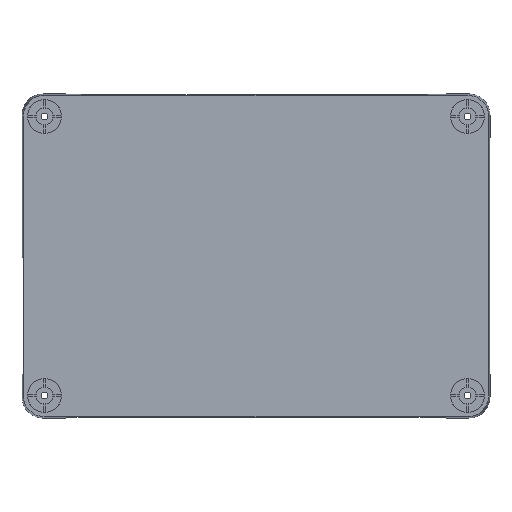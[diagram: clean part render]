
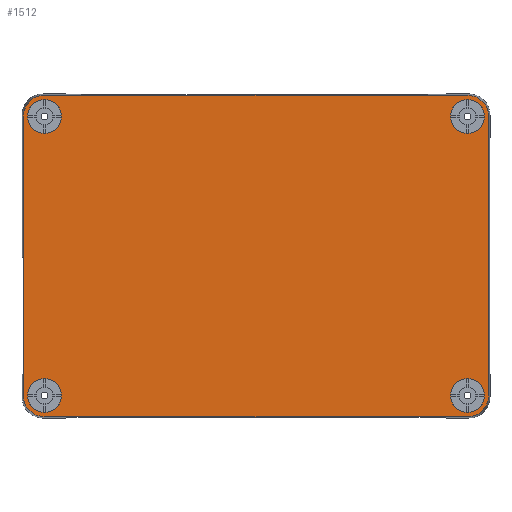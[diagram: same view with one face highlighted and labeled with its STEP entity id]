
A CAD part, front view. The second image highlights one B-rep face of the part: STEP entity #1512.
In plain terms, the highlighted planar face has unit normal (0, -1, 0).
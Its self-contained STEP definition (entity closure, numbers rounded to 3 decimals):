
#134 = DIRECTION ( 'NONE',  ( 0., 0., 1. ) ) ;
#186 = EDGE_CURVE ( 'NONE', #214, #214, #2850, .T. ) ;
#214 = VERTEX_POINT ( 'NONE', #2279 ) ;
#246 = AXIS2_PLACEMENT_3D ( 'NONE', #1021, #490, #311 ) ;
#269 = VERTEX_POINT ( 'NONE', #2243 ) ;
#311 = DIRECTION ( 'NONE',  ( 0., 0., -1. ) ) ;
#361 = CIRCLE ( 'NONE', #1566, 6. ) ;
#368 = DIRECTION ( 'NONE',  ( 0., 1., 0. ) ) ;
#379 = CARTESIAN_POINT ( 'NONE',  ( 0., 0., 0. ) ) ;
#382 = CARTESIAN_POINT ( 'NONE',  ( -75., 0., -57. ) ) ;
#404 = EDGE_CURVE ( 'NONE', #2926, #436, #964, .T. ) ;
#436 = VERTEX_POINT ( 'NONE', #382 ) ;
#446 = VERTEX_POINT ( 'NONE', #3129 ) ;
#480 =( BOUNDED_CURVE ( )  B_SPLINE_CURVE ( 3, ( #1142, #2560, #2585, #1692 ),
 .UNSPECIFIED., .F., .T. ) 
 B_SPLINE_CURVE_WITH_KNOTS ( ( 4, 4 ),
 ( 2.356, 3.927 ),
 .UNSPECIFIED. ) 
 CURVE ( )  GEOMETRIC_REPRESENTATION_ITEM ( )  RATIONAL_B_SPLINE_CURVE ( ( 1., 0.805, 0.805, 1. ) ) 
 REPRESENTATION_ITEM ( '' )  );
#490 = DIRECTION ( 'NONE',  ( 0., -1., 0. ) ) ;
#509 = PLANE ( 'NONE',  #998 ) ;
#739 = CARTESIAN_POINT ( 'NONE',  ( 82.5, 0., 49.5 ) ) ;
#777 = CARTESIAN_POINT ( 'NONE',  ( 75., 0., -57. ) ) ;
#815 = VERTEX_POINT ( 'NONE', #2163 ) ;
#872 = CARTESIAN_POINT ( 'NONE',  ( 75., 0., 57. ) ) ;
#882 = VERTEX_POINT ( 'NONE', #4106 ) ;
#885 = VERTEX_POINT ( 'NONE', #3433 ) ;
#910 = EDGE_LOOP ( 'NONE', ( #3441 ) ) ;
#939 = EDGE_LOOP ( 'NONE', ( #3657 ) ) ;
#953 = ORIENTED_EDGE ( 'NONE', *, *, #1275, .F. ) ;
#964 = LINE ( 'NONE', #2599, #3640 ) ;
#998 = AXIS2_PLACEMENT_3D ( 'NONE', #379, #368, #134 ) ;
#1018 = VECTOR ( 'NONE', #3587, 1000. ) ;
#1021 = CARTESIAN_POINT ( 'NONE',  ( -75., 0., -49.5 ) ) ;
#1044 = CARTESIAN_POINT ( 'NONE',  ( 79.394, 0., 57. ) ) ;
#1045 = DIRECTION ( 'NONE',  ( -1., 0., 0. ) ) ;
#1068 = EDGE_CURVE ( 'NONE', #1325, #1325, #1118, .T. ) ;
#1118 = CIRCLE ( 'NONE', #1822, 6. ) ;
#1142 = CARTESIAN_POINT ( 'NONE',  ( -75., 0., 57. ) ) ;
#1152 = VECTOR ( 'NONE', #2647, 1000. ) ;
#1198 = DIRECTION ( 'NONE',  ( 0., 0., -1. ) ) ;
#1214 = CARTESIAN_POINT ( 'NONE',  ( 82.5, 0., 53.894 ) ) ;
#1215 = CARTESIAN_POINT ( 'NONE',  ( 82.5, 0., 49.5 ) ) ;
#1246 =( BOUNDED_CURVE ( )  B_SPLINE_CURVE ( 3, ( #1215, #1214, #1044, #872 ),
 .UNSPECIFIED., .F., .T. ) 
 B_SPLINE_CURVE_WITH_KNOTS ( ( 4, 4 ),
 ( 5.498, 7.069 ),
 .UNSPECIFIED. ) 
 CURVE ( )  GEOMETRIC_REPRESENTATION_ITEM ( )  RATIONAL_B_SPLINE_CURVE ( ( 1., 0.805, 0.805, 1. ) ) 
 REPRESENTATION_ITEM ( '' )  );
#1275 = EDGE_CURVE ( 'NONE', #3292, #446, #2774, .T. ) ;
#1315 = EDGE_CURVE ( 'NONE', #3140, #815, #480, .T. ) ;
#1323 = DIRECTION ( 'NONE',  ( 0., 0., -1. ) ) ;
#1325 = VERTEX_POINT ( 'NONE', #2268 ) ;
#1394 = ORIENTED_EDGE ( 'NONE', *, *, #1315, .T. ) ;
#1415 = CARTESIAN_POINT ( 'NONE',  ( -82.5, 0., 0. ) ) ;
#1463 = EDGE_CURVE ( 'NONE', #885, #815, #3202, .T. ) ;
#1508 = CARTESIAN_POINT ( 'NONE',  ( -75., 0., 49.5 ) ) ;
#1512 = ADVANCED_FACE ( 'NONE', ( #3023, #3327, #3714, #4168, #2912 ), #509, .F. ) ;
#1530 = DIRECTION ( 'NONE',  ( 0., -1., 0. ) ) ;
#1566 = AXIS2_PLACEMENT_3D ( 'NONE', #3076, #3066, #3061 ) ;
#1624 = EDGE_CURVE ( 'NONE', #3292, #882, #1246, .T. ) ;
#1661 = ORIENTED_EDGE ( 'NONE', *, *, #1463, .F. ) ;
#1692 = CARTESIAN_POINT ( 'NONE',  ( -82.5, 0., 49.5 ) ) ;
#1780 = ORIENTED_EDGE ( 'NONE', *, *, #1624, .T. ) ;
#1822 = AXIS2_PLACEMENT_3D ( 'NONE', #1508, #1530, #1198 ) ;
#1914 = LINE ( 'NONE', #3594, #1018 ) ;
#1936 = CARTESIAN_POINT ( 'NONE',  ( 82.5, 0., 0. ) ) ;
#2060 = ORIENTED_EDGE ( 'NONE', *, *, #3631, .F. ) ;
#2107 = ORIENTED_EDGE ( 'NONE', *, *, #4166, .T. ) ;
#2163 = CARTESIAN_POINT ( 'NONE',  ( -82.5, 0., 49.5 ) ) ;
#2239 = EDGE_LOOP ( 'NONE', ( #953, #1780, #2060, #1394, #1661, #2608, #3530, #2107 ) ) ;
#2243 = CARTESIAN_POINT ( 'NONE',  ( 75., 0., 43.5 ) ) ;
#2248 = CARTESIAN_POINT ( 'NONE',  ( 75., 0., -55.5 ) ) ;
#2254 = ORIENTED_EDGE ( 'NONE', *, *, #3872, .F. ) ;
#2268 = CARTESIAN_POINT ( 'NONE',  ( -75., 0., 43.5 ) ) ;
#2279 = CARTESIAN_POINT ( 'NONE',  ( -75., 0., -55.5 ) ) ;
#2297 =( BOUNDED_CURVE ( )  B_SPLINE_CURVE ( 3, ( #2540, #2580, #2459, #2449 ),
 .UNSPECIFIED., .F., .F. ) 
 B_SPLINE_CURVE_WITH_KNOTS ( ( 4, 4 ),
 ( 5.498, 7.069 ),
 .UNSPECIFIED. ) 
 CURVE ( )  GEOMETRIC_REPRESENTATION_ITEM ( )  RATIONAL_B_SPLINE_CURVE ( ( 1., 0.805, 0.805, 1. ) ) 
 REPRESENTATION_ITEM ( '' )  );
#2449 = CARTESIAN_POINT ( 'NONE',  ( -75., 0., -57. ) ) ;
#2459 = CARTESIAN_POINT ( 'NONE',  ( -79.394, 0., -57. ) ) ;
#2505 = CARTESIAN_POINT ( 'NONE',  ( 82.5, 0., -49.5 ) ) ;
#2507 = CARTESIAN_POINT ( 'NONE',  ( 82.5, 0., -53.894 ) ) ;
#2534 = CARTESIAN_POINT ( 'NONE',  ( -75., 0., 57. ) ) ;
#2540 = CARTESIAN_POINT ( 'NONE',  ( -82.5, 0., -49.5 ) ) ;
#2543 = CARTESIAN_POINT ( 'NONE',  ( 75., 0., -57. ) ) ;
#2548 = CARTESIAN_POINT ( 'NONE',  ( 79.394, 0., -57. ) ) ;
#2560 = CARTESIAN_POINT ( 'NONE',  ( -79.394, 0., 57. ) ) ;
#2565 =( BOUNDED_CURVE ( )  B_SPLINE_CURVE ( 3, ( #2543, #2548, #2507, #2505 ),
 .UNSPECIFIED., .F., .F. ) 
 B_SPLINE_CURVE_WITH_KNOTS ( ( 4, 4 ),
 ( 5.498, 7.069 ),
 .UNSPECIFIED. ) 
 CURVE ( )  GEOMETRIC_REPRESENTATION_ITEM ( )  RATIONAL_B_SPLINE_CURVE ( ( 1., 0.805, 0.805, 1. ) ) 
 REPRESENTATION_ITEM ( '' )  );
#2580 = CARTESIAN_POINT ( 'NONE',  ( -82.5, 0., -53.894 ) ) ;
#2585 = CARTESIAN_POINT ( 'NONE',  ( -82.5, 0., 53.894 ) ) ;
#2599 = CARTESIAN_POINT ( 'NONE',  ( 0., 0., -57. ) ) ;
#2608 = ORIENTED_EDGE ( 'NONE', *, *, #4177, .T. ) ;
#2647 = DIRECTION ( 'NONE',  ( 0., 0., 1. ) ) ;
#2774 = LINE ( 'NONE', #1936, #4052 ) ;
#2824 = ORIENTED_EDGE ( 'NONE', *, *, #186, .F. ) ;
#2850 = CIRCLE ( 'NONE', #246, 6. ) ;
#2912 = FACE_OUTER_BOUND ( 'NONE', #2239, .T. ) ;
#2926 = VERTEX_POINT ( 'NONE', #777 ) ;
#2981 = VERTEX_POINT ( 'NONE', #2248 ) ;
#3023 = FACE_BOUND ( 'NONE', #3099, .T. ) ;
#3057 = EDGE_LOOP ( 'NONE', ( #2824 ) ) ;
#3061 = DIRECTION ( 'NONE',  ( 0., 0., -1. ) ) ;
#3066 = DIRECTION ( 'NONE',  ( 0., -1., 0. ) ) ;
#3076 = CARTESIAN_POINT ( 'NONE',  ( 75., 0., 49.5 ) ) ;
#3099 = EDGE_LOOP ( 'NONE', ( #2254 ) ) ;
#3129 = CARTESIAN_POINT ( 'NONE',  ( 82.5, 0., -49.5 ) ) ;
#3140 = VERTEX_POINT ( 'NONE', #2534 ) ;
#3202 = LINE ( 'NONE', #1415, #1152 ) ;
#3292 = VERTEX_POINT ( 'NONE', #739 ) ;
#3327 = FACE_BOUND ( 'NONE', #939, .T. ) ;
#3433 = CARTESIAN_POINT ( 'NONE',  ( -82.5, 0., -49.5 ) ) ;
#3441 = ORIENTED_EDGE ( 'NONE', *, *, #1068, .F. ) ;
#3530 = ORIENTED_EDGE ( 'NONE', *, *, #404, .F. ) ;
#3567 = EDGE_CURVE ( 'NONE', #2981, #2981, #3874, .T. ) ;
#3587 = DIRECTION ( 'NONE',  ( 1., 0., 0. ) ) ;
#3594 = CARTESIAN_POINT ( 'NONE',  ( 0., 0., 57. ) ) ;
#3631 = EDGE_CURVE ( 'NONE', #3140, #882, #1914, .T. ) ;
#3640 = VECTOR ( 'NONE', #1045, 1000. ) ;
#3657 = ORIENTED_EDGE ( 'NONE', *, *, #3567, .F. ) ;
#3714 = FACE_BOUND ( 'NONE', #3057, .T. ) ;
#3724 = DIRECTION ( 'NONE',  ( 0., 0., -1. ) ) ;
#3726 = DIRECTION ( 'NONE',  ( 0., -1., 0. ) ) ;
#3730 = CARTESIAN_POINT ( 'NONE',  ( 75., 0., -49.5 ) ) ;
#3872 = EDGE_CURVE ( 'NONE', #269, #269, #361, .T. ) ;
#3874 = CIRCLE ( 'NONE', #4132, 6. ) ;
#4052 = VECTOR ( 'NONE', #1323, 1000. ) ;
#4106 = CARTESIAN_POINT ( 'NONE',  ( 75., 0., 57. ) ) ;
#4132 = AXIS2_PLACEMENT_3D ( 'NONE', #3730, #3726, #3724 ) ;
#4166 = EDGE_CURVE ( 'NONE', #2926, #446, #2565, .T. ) ;
#4168 = FACE_BOUND ( 'NONE', #910, .T. ) ;
#4177 = EDGE_CURVE ( 'NONE', #885, #436, #2297, .T. ) ;
